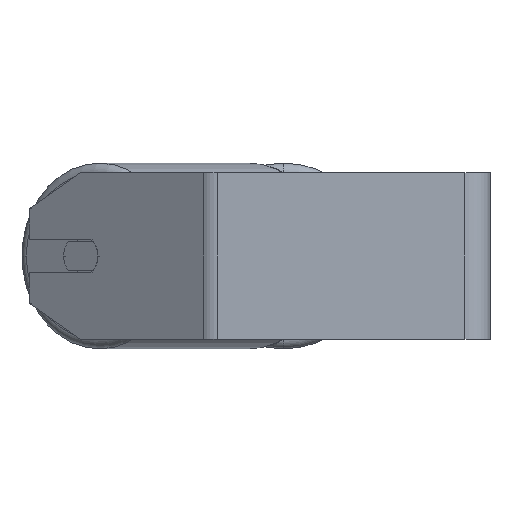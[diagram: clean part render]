
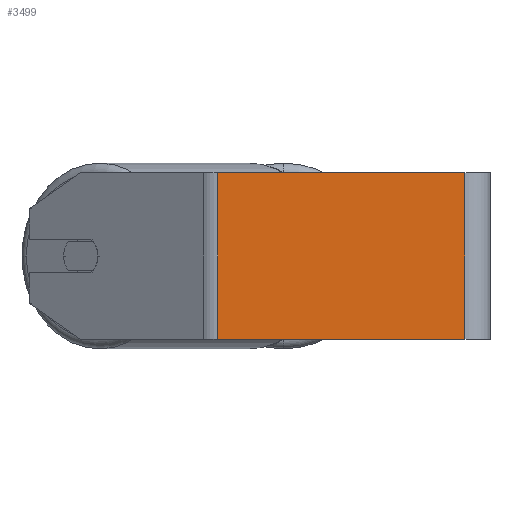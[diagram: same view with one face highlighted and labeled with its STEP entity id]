
A CAD part, left-side view. The second image highlights one B-rep face of the part: STEP entity #3499.
In plain terms, the highlighted planar face has unit normal (-1, 0, 0).
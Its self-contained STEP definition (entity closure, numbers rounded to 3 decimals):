
#5 = EDGE_LOOP ( 'NONE', ( #1241, #2803, #7036, #1203 ) ) ;
#447 = EDGE_CURVE ( 'NONE', #4574, #6930, #5528, .T. ) ;
#732 = VECTOR ( 'NONE', #5216, 1000. ) ;
#811 = LINE ( 'NONE', #6586, #732 ) ;
#1203 = ORIENTED_EDGE ( 'NONE', *, *, #4940, .T. ) ;
#1241 = ORIENTED_EDGE ( 'NONE', *, *, #4279, .T. ) ;
#1400 = VECTOR ( 'NONE', #4808, 1000. ) ;
#1407 = AXIS2_PLACEMENT_3D ( 'NONE', #4962, #4319, #2234 ) ;
#1442 = VERTEX_POINT ( 'NONE', #7632 ) ;
#1644 = CARTESIAN_POINT ( 'NONE',  ( -270., 134.26, 40. ) ) ;
#2234 = DIRECTION ( 'NONE',  ( 0., 0., -1. ) ) ;
#2413 = EDGE_CURVE ( 'NONE', #6930, #1442, #5507, .T. ) ;
#2792 = CARTESIAN_POINT ( 'NONE',  ( -270., 12., 40. ) ) ;
#2803 = ORIENTED_EDGE ( 'NONE', *, *, #2413, .F. ) ;
#2888 = CARTESIAN_POINT ( 'NONE',  ( -270., 134.26, -40. ) ) ;
#3499 = ADVANCED_FACE ( 'NONE', ( #7564 ), #6076, .F. ) ;
#3578 = CARTESIAN_POINT ( 'NONE',  ( -270., 12., 40. ) ) ;
#3706 = VECTOR ( 'NONE', #8103, 1000. ) ;
#4279 = EDGE_CURVE ( 'NONE', #6227, #1442, #5410, .T. ) ;
#4319 = DIRECTION ( 'NONE',  ( 1., 0., 0. ) ) ;
#4574 = VERTEX_POINT ( 'NONE', #7988 ) ;
#4808 = DIRECTION ( 'NONE',  ( 0., -1., 0. ) ) ;
#4940 = EDGE_CURVE ( 'NONE', #4574, #6227, #811, .T. ) ;
#4962 = CARTESIAN_POINT ( 'NONE',  ( -270., 134.26, 40. ) ) ;
#5216 = DIRECTION ( 'NONE',  ( 0., 0., -1. ) ) ;
#5410 = LINE ( 'NONE', #2888, #1400 ) ;
#5507 = LINE ( 'NONE', #3578, #3706 ) ;
#5528 = LINE ( 'NONE', #1644, #6821 ) ;
#6076 = PLANE ( 'NONE',  #1407 ) ;
#6119 = CARTESIAN_POINT ( 'NONE',  ( -270., 130.477, -40. ) ) ;
#6227 = VERTEX_POINT ( 'NONE', #6119 ) ;
#6586 = CARTESIAN_POINT ( 'NONE',  ( -270., 130.477, 40. ) ) ;
#6821 = VECTOR ( 'NONE', #8201, 1000. ) ;
#6930 = VERTEX_POINT ( 'NONE', #2792 ) ;
#7036 = ORIENTED_EDGE ( 'NONE', *, *, #447, .F. ) ;
#7564 = FACE_OUTER_BOUND ( 'NONE', #5, .T. ) ;
#7632 = CARTESIAN_POINT ( 'NONE',  ( -270., 12., -40. ) ) ;
#7988 = CARTESIAN_POINT ( 'NONE',  ( -270., 130.477, 40. ) ) ;
#8103 = DIRECTION ( 'NONE',  ( 0., 0., -1. ) ) ;
#8201 = DIRECTION ( 'NONE',  ( 0., -1., 0. ) ) ;
